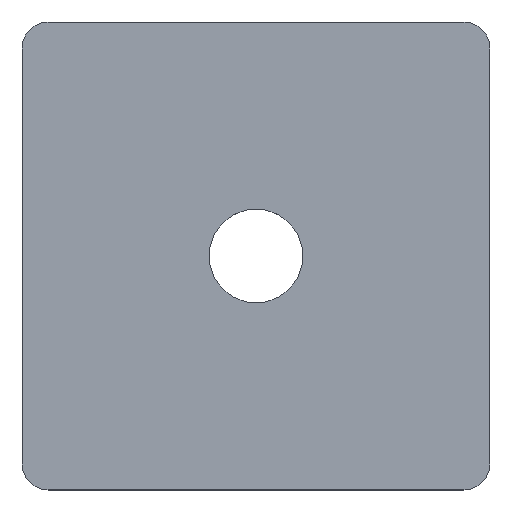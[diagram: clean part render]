
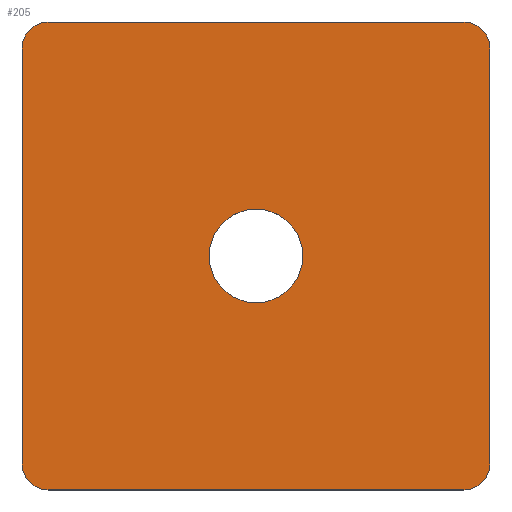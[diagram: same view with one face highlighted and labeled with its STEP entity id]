
A CAD part, top view. The second image highlights one B-rep face of the part: STEP entity #205.
In plain terms, the highlighted planar face has unit normal (0, 0, 1).
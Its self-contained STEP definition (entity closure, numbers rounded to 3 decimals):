
#16=FACE_BOUND('',#46,.T.);
#22=PLANE('',#246);
#33=FACE_OUTER_BOUND('',#45,.T.);
#45=EDGE_LOOP('',(#181,#182,#183,#184,#185,#186,#187,#188));
#46=EDGE_LOOP('',(#189));
#52=LINE('',#335,#69);
#56=LINE('',#344,#73);
#59=LINE('',#352,#76);
#62=LINE('',#360,#79);
#69=VECTOR('',#272,10.);
#73=VECTOR('',#282,10.);
#76=VECTOR('',#291,10.);
#79=VECTOR('',#300,10.);
#82=CIRCLE('',#228,4.5);
#87=CIRCLE('',#236,2.5);
#88=CIRCLE('',#239,2.5);
#89=CIRCLE('',#242,2.5);
#90=CIRCLE('',#245,2.5);
#92=VERTEX_POINT('',#312);
#101=VERTEX_POINT('',#333);
#102=VERTEX_POINT('',#334);
#103=VERTEX_POINT('',#339);
#104=VERTEX_POINT('',#343);
#105=VERTEX_POINT('',#347);
#106=VERTEX_POINT('',#351);
#107=VERTEX_POINT('',#355);
#108=VERTEX_POINT('',#359);
#111=EDGE_CURVE('',#92,#92,#82,.T.);
#120=EDGE_CURVE('',#101,#102,#52,.T.);
#123=EDGE_CURVE('',#102,#103,#87,.T.);
#125=EDGE_CURVE('',#103,#104,#56,.T.);
#127=EDGE_CURVE('',#104,#105,#88,.T.);
#129=EDGE_CURVE('',#105,#106,#59,.T.);
#131=EDGE_CURVE('',#106,#107,#89,.T.);
#133=EDGE_CURVE('',#107,#108,#62,.T.);
#135=EDGE_CURVE('',#108,#101,#90,.T.);
#181=ORIENTED_EDGE('',*,*,#120,.F.);
#182=ORIENTED_EDGE('',*,*,#135,.F.);
#183=ORIENTED_EDGE('',*,*,#133,.F.);
#184=ORIENTED_EDGE('',*,*,#131,.F.);
#185=ORIENTED_EDGE('',*,*,#129,.F.);
#186=ORIENTED_EDGE('',*,*,#127,.F.);
#187=ORIENTED_EDGE('',*,*,#125,.F.);
#188=ORIENTED_EDGE('',*,*,#123,.F.);
#189=ORIENTED_EDGE('',*,*,#111,.T.);
#205=ADVANCED_FACE('',(#33,#16),#22,.T.);
#228=AXIS2_PLACEMENT_3D('',#314,#254,#255);
#236=AXIS2_PLACEMENT_3D('',#340,#277,#278);
#239=AXIS2_PLACEMENT_3D('',#348,#286,#287);
#242=AXIS2_PLACEMENT_3D('',#356,#295,#296);
#245=AXIS2_PLACEMENT_3D('',#363,#304,#305);
#246=AXIS2_PLACEMENT_3D('',#364,#306,#307);
#254=DIRECTION('center_axis',(0.,0.,-1.));
#255=DIRECTION('ref_axis',(-1.,0.,0.));
#272=DIRECTION('',(1.,0.,0.));
#277=DIRECTION('center_axis',(0.,0.,-1.));
#278=DIRECTION('ref_axis',(1.,0.,0.));
#282=DIRECTION('',(0.,-1.,0.));
#286=DIRECTION('center_axis',(0.,0.,-1.));
#287=DIRECTION('ref_axis',(0.,-1.,0.));
#291=DIRECTION('',(-1.,0.,0.));
#295=DIRECTION('center_axis',(0.,0.,-1.));
#296=DIRECTION('ref_axis',(-1.,0.,0.));
#300=DIRECTION('',(0.,1.,0.));
#304=DIRECTION('center_axis',(0.,0.,-1.));
#305=DIRECTION('ref_axis',(0.,1.,0.));
#306=DIRECTION('center_axis',(0.,0.,1.));
#307=DIRECTION('ref_axis',(1.,0.,0.));
#312=CARTESIAN_POINT('',(4.5,0.,0.5));
#314=CARTESIAN_POINT('Origin',(0.,0.,0.5));
#333=CARTESIAN_POINT('',(-20.,22.5,0.5));
#334=CARTESIAN_POINT('',(20.,22.5,0.5));
#335=CARTESIAN_POINT('',(20.,22.5,0.5));
#339=CARTESIAN_POINT('',(22.5,20.,0.5));
#340=CARTESIAN_POINT('Origin',(20.,20.,0.5));
#343=CARTESIAN_POINT('',(22.5,-20.,0.5));
#344=CARTESIAN_POINT('',(22.5,-20.,0.5));
#347=CARTESIAN_POINT('',(20.,-22.5,0.5));
#348=CARTESIAN_POINT('Origin',(20.,-20.,0.5));
#351=CARTESIAN_POINT('',(-20.,-22.5,0.5));
#352=CARTESIAN_POINT('',(-20.,-22.5,0.5));
#355=CARTESIAN_POINT('',(-22.5,-20.,0.5));
#356=CARTESIAN_POINT('Origin',(-20.,-20.,0.5));
#359=CARTESIAN_POINT('',(-22.5,20.,0.5));
#360=CARTESIAN_POINT('',(-22.5,20.,0.5));
#363=CARTESIAN_POINT('Origin',(-20.,20.,0.5));
#364=CARTESIAN_POINT('Origin',(0.,0.,
0.5));
